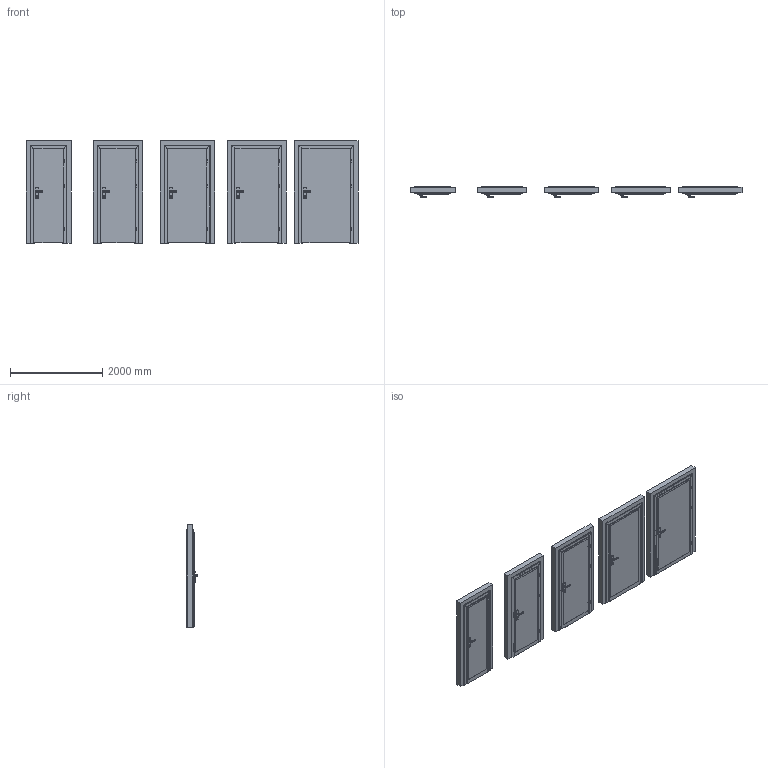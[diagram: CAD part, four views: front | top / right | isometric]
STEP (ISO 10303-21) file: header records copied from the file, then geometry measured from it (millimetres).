
FILE_DESCRIPTION(/* description */ (''),/* implementation_level */ '2;1');
FILE_NAME(/* name */ '050173_A_2-Drzwi akustyczne 27 dB na ościeżnicy Porta System..stp',/* time_stamp */ '2024-09-18T13:44:14+02:00',/* author */ (''),/* organization */ (''),/* preprocessor_version */ 'ST-DEVELOPER v16',/* originating_system */ 'SIEMENS PLM Software NX 11.0',/* authorisation */ '');
FILE_SCHEMA (('AUTOMOTIVE_DESIGN { 1 0 10303 214 3 1 1 1 }'));
Products named in the file (1): bkni1B10634E02l4
Bounding box: 7180 x 247.25 x 2210 mm (x, y, z)
Volume: 929797760.3 mm3; surface area: 84530195.8 mm2
Topology: 390 solids, 400 shells, 7735 faces, 19576 edges, 12651 vertices
Faces by surface type: plane 5375, cylinder 1260, bspline 680, cone 340, torus 60, sphere 20
Full cylindrical faces by diameter (mm): 3.5 x15, 4 x20, 4.5 x30, 5 x30, 5.5 x5, 6.7 x30, 7 x20, 8 x25, 8.8 x15, 9 x15, 10 x105, 12.3 x15, 13.5 x30, 18 x10, 20 x15, 30 x10, 39.5 x10
Entity records: 244723 total; most frequent: CARTESIAN_POINT 63005, ORIENTED_EDGE 37110, DIRECTION 34312, EDGE_CURVE 18555, LINE 13800, VECTOR 13800, VERTEX_POINT 12400, AXIS2_PLACEMENT_3D 10256
